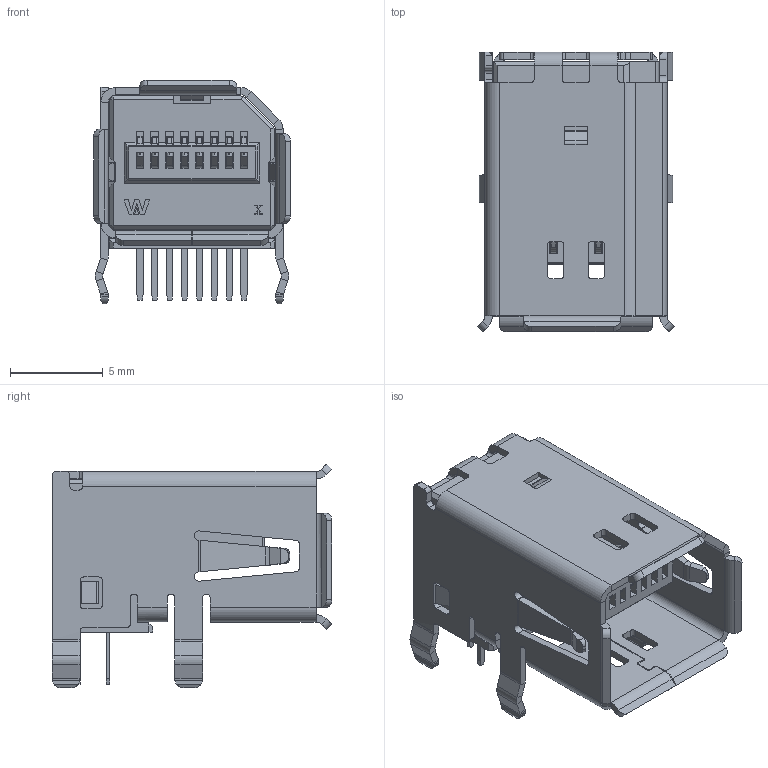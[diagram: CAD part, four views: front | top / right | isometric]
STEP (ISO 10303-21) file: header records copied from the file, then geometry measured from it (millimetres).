
FILE_DESCRIPTION( ('This file contains a STEP AP42 implementation' ,'as created by ZW3D STEP Interface translator.') ,'2;1' );
FILE_NAME( '6363-08FRXXGBNR1.stp' ,'231023. 954 2', (''), ('ZWCAD Software Co.'), 'Version 1.0', 'ZW3D to STEP translator', '' );
FILE_SCHEMA(('AUTOMOTIVE_DESIGN { 1 0 10303 214 1 1 1 1 }'));
Length unit declared in the file: millimetre
Products named in the file (2): 0; 6363-08FRG5GBNR1
Bounding box: 10.6 x 15.05 x 12.05 mm (x, y, z)
Volume: 396.3 mm3; surface area: 1857.6 mm2
Topology: 1 solids, 11 shells, 1587 faces, 4003 edges, 2422 vertices
Faces by surface type: plane 1023, cylinder 377, bspline 187
Entity records: 49411 total; most frequent: CARTESIAN_POINT 10152, ORIENTED_EDGE 8018, DIRECTION 7452, EDGE_CURVE 4014, VECTOR 3100, LINE 3100, VERTEX_POINT 2432, AXIS2_PLACEMENT_3D 2176
